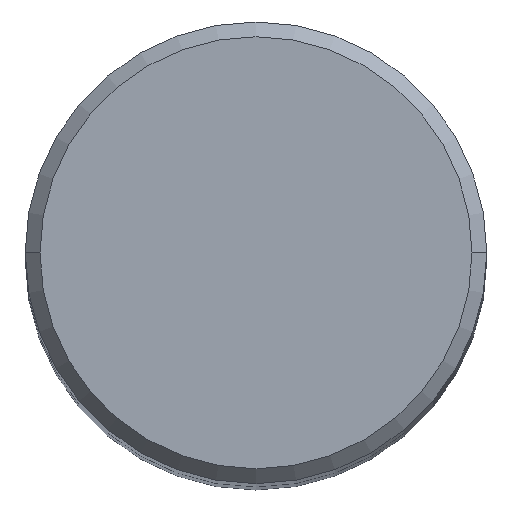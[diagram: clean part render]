
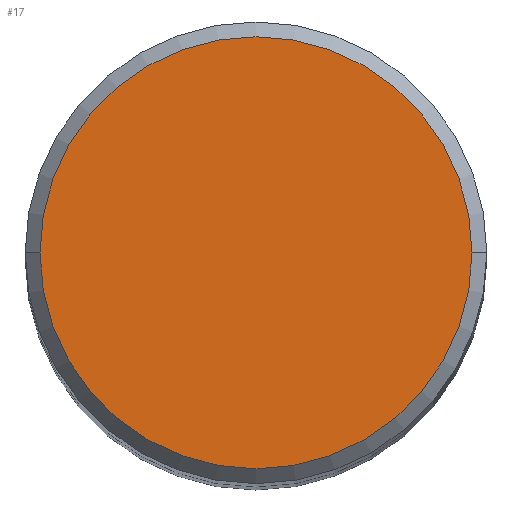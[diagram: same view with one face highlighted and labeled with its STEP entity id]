
A CAD part, top view. The second image highlights one B-rep face of the part: STEP entity #17.
In plain terms, the highlighted planar face has unit normal (0, 0, 1).
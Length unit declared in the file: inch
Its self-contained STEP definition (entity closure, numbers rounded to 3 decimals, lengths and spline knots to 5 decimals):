
#16 = VERTEX_POINT ( 'NONE', #409 ) ;
#17 = ADVANCED_FACE ( 'NONE', ( #346 ), #171, .F. ) ;
#23 = ORIENTED_EDGE ( 'NONE', *, *, #228, .T. ) ;
#31 = DIRECTION ( 'NONE',  ( 1., 0., 0. ) ) ;
#86 = VERTEX_POINT ( 'NONE', #280 ) ;
#93 = ORIENTED_EDGE ( 'NONE', *, *, #114, .T. ) ;
#98 = AXIS2_PLACEMENT_3D ( 'NONE', #134, #416, #31 ) ;
#114 = EDGE_CURVE ( 'NONE', #86, #16, #190, .T. ) ;
#134 = CARTESIAN_POINT ( 'NONE',  ( 0., 0., 0. ) ) ;
#153 = CARTESIAN_POINT ( 'NONE',  ( 0., 0., 0. ) ) ;
#170 = DIRECTION ( 'NONE',  ( 0., 0., 1. ) ) ;
#171 = PLANE ( 'NONE',  #250 ) ;
#173 = AXIS2_PLACEMENT_3D ( 'NONE', #153, #170, #373 ) ;
#190 = CIRCLE ( 'NONE', #98, 0.2925 ) ;
#207 = CARTESIAN_POINT ( 'NONE',  ( 0., 0.2925, 0. ) ) ;
#228 = EDGE_CURVE ( 'NONE', #16, #86, #320, .T. ) ;
#250 = AXIS2_PLACEMENT_3D ( 'NONE', #207, #305, #342 ) ;
#280 = CARTESIAN_POINT ( 'NONE',  ( 0.2925, 0., 0. ) ) ;
#305 = DIRECTION ( 'NONE',  ( 0., 0., -1. ) ) ;
#320 = CIRCLE ( 'NONE', #173, 0.2925 ) ;
#338 = EDGE_LOOP ( 'NONE', ( #23, #93 ) ) ;
#342 = DIRECTION ( 'NONE',  ( -1., 0., 0. ) ) ;
#346 = FACE_OUTER_BOUND ( 'NONE', #338, .T. ) ;
#373 = DIRECTION ( 'NONE',  ( 1., 0., 0. ) ) ;
#409 = CARTESIAN_POINT ( 'NONE',  ( -0.2925, 0., 0. ) ) ;
#416 = DIRECTION ( 'NONE',  ( 0., 0., 1. ) ) ;
